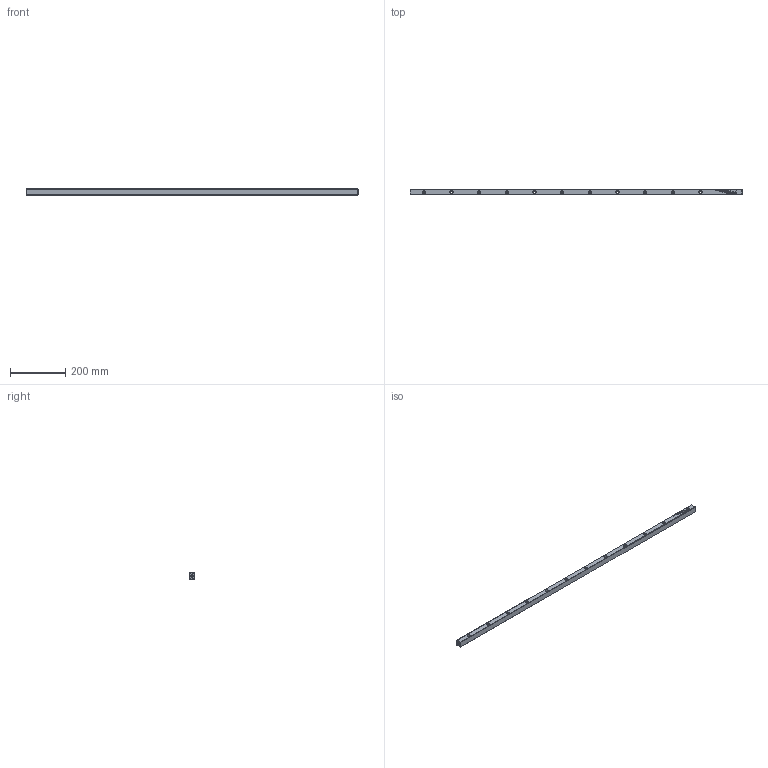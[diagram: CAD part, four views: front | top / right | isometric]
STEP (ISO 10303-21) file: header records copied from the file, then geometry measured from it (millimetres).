
FILE_DESCRIPTION(/* description */ (''),/* implementation_level */ '2;1');
FILE_NAME(/* name */ 'Rail RSD-91200.stp',/* time_stamp */ '2025-01-09T10:58:02+01:00',/* author */ (''),/* organization */ (''),/* preprocessor_version */ 'ST-DEVELOPER v16.7',/* originating_system */ 'SIEMENS PLM Software NX 12.0',/* authorisation */ '');
FILE_SCHEMA (('AUTOMOTIVE_DESIGN { 1 0 10303 214 3 1 1 1 }'));
Length unit declared in the file: millimetre
Products named in the file (1): Rail RSD-91200_step_stp
Bounding box: 1200 x 19.8 x 22 mm (x, y, z)
Volume: 481149.4 mm3; surface area: 110081.8 mm2
Topology: 1 solids, 1 shells, 383 faces, 1004 edges, 668 vertices
Faces by surface type: plane 237, bspline 90, cylinder 28, cone 28
Full cylindrical faces by diameter (mm): 5.1 x2, 6.8 x12, 11 x12
Entity records: 13772 total; most frequent: CARTESIAN_POINT 3194, ORIENTED_EDGE 1848, DIRECTION 1414, EDGE_CURVE 924, LINE 662, VECTOR 662, VERTEX_POINT 644, EDGE_LOOP 506
